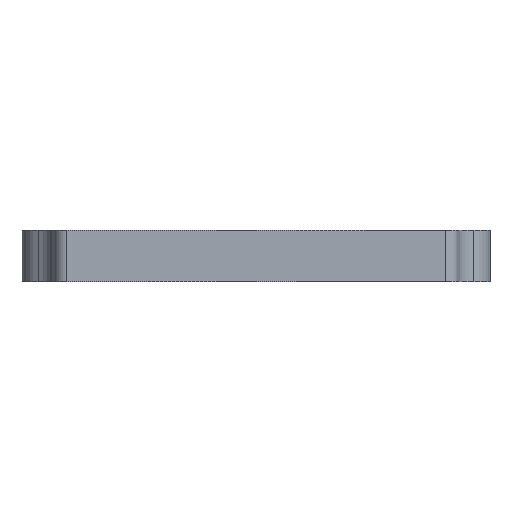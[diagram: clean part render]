
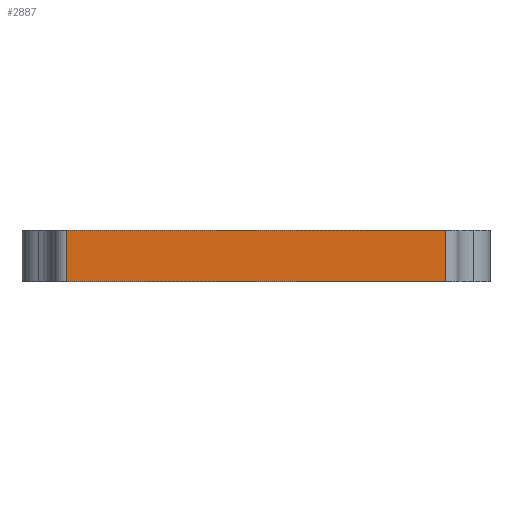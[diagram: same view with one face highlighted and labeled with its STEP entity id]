
A CAD part, left-side view. The second image highlights one B-rep face of the part: STEP entity #2887.
In plain terms, the highlighted planar face has unit normal (-1, 0, 0).
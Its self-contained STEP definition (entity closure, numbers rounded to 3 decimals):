
#92 = PLANE ( 'NONE',  #1603 ) ;
#181 = VECTOR ( 'NONE', #1809, 1000. ) ;
#208 = EDGE_CURVE ( 'NONE', #918, #1434, #814, .T. ) ;
#378 = CARTESIAN_POINT ( 'NONE',  ( -19., 10., 8. ) ) ;
#570 = ORIENTED_EDGE ( 'NONE', *, *, #3238, .T. ) ;
#614 = CARTESIAN_POINT ( 'NONE',  ( -19., 10., 0. ) ) ;
#702 = DIRECTION ( 'NONE',  ( 0., 1., 0. ) ) ;
#814 = LINE ( 'NONE', #1011, #181 ) ;
#858 = CARTESIAN_POINT ( 'NONE',  ( -19., 68.8, 8. ) ) ;
#918 = VERTEX_POINT ( 'NONE', #3178 ) ;
#930 = DIRECTION ( 'NONE',  ( 0., -1., 0. ) ) ;
#977 = CARTESIAN_POINT ( 'NONE',  ( -19., 85.8, 8. ) ) ;
#1011 = CARTESIAN_POINT ( 'NONE',  ( -19., 85.8, 0. ) ) ;
#1173 = ORIENTED_EDGE ( 'NONE', *, *, #2970, .F. ) ;
#1198 = LINE ( 'NONE', #977, #1555 ) ;
#1351 = VERTEX_POINT ( 'NONE', #3009 ) ;
#1395 = DIRECTION ( 'NONE',  ( 0., 0., -1. ) ) ;
#1434 = VERTEX_POINT ( 'NONE', #614 ) ;
#1555 = VECTOR ( 'NONE', #930, 1000. ) ;
#1603 = AXIS2_PLACEMENT_3D ( 'NONE', #3201, #2443, #702 ) ;
#1639 = LINE ( 'NONE', #858, #2628 ) ;
#1698 = ORIENTED_EDGE ( 'NONE', *, *, #208, .T. ) ;
#1758 = VERTEX_POINT ( 'NONE', #2774 ) ;
#1809 = DIRECTION ( 'NONE',  ( 0., -1., 0. ) ) ;
#1861 = ORIENTED_EDGE ( 'NONE', *, *, #2051, .T. ) ;
#2051 = EDGE_CURVE ( 'NONE', #1758, #918, #1639, .T. ) ;
#2058 = EDGE_LOOP ( 'NONE', ( #1173, #1861, #1698, #570 ) ) ;
#2123 = DIRECTION ( 'NONE',  ( 0., 0., 1. ) ) ;
#2359 = FACE_OUTER_BOUND ( 'NONE', #2058, .T. ) ;
#2443 = DIRECTION ( 'NONE',  ( 1., 0., 0. ) ) ;
#2628 = VECTOR ( 'NONE', #1395, 1000. ) ;
#2728 = VECTOR ( 'NONE', #2123, 1000. ) ;
#2774 = CARTESIAN_POINT ( 'NONE',  ( -19., 68.8, 8. ) ) ;
#2860 = LINE ( 'NONE', #378, #2728 ) ;
#2887 = ADVANCED_FACE ( 'NONE', ( #2359 ), #92, .F. ) ;
#2970 = EDGE_CURVE ( 'NONE', #1758, #1351, #1198, .T. ) ;
#3009 = CARTESIAN_POINT ( 'NONE',  ( -19., 10., 8. ) ) ;
#3178 = CARTESIAN_POINT ( 'NONE',  ( -19., 68.8, 0. ) ) ;
#3201 = CARTESIAN_POINT ( 'NONE',  ( -19., 85.8, 8. ) ) ;
#3238 = EDGE_CURVE ( 'NONE', #1434, #1351, #2860, .T. ) ;
